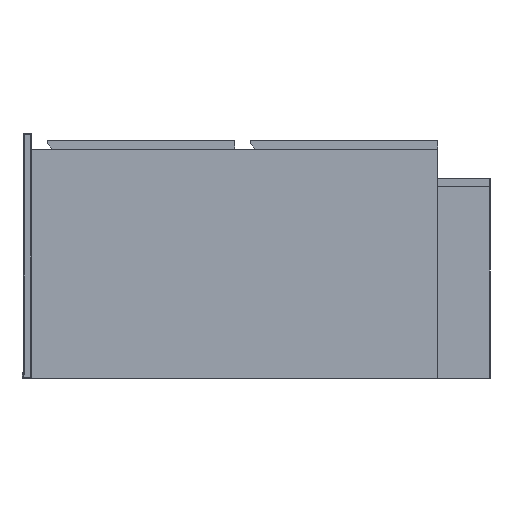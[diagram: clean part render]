
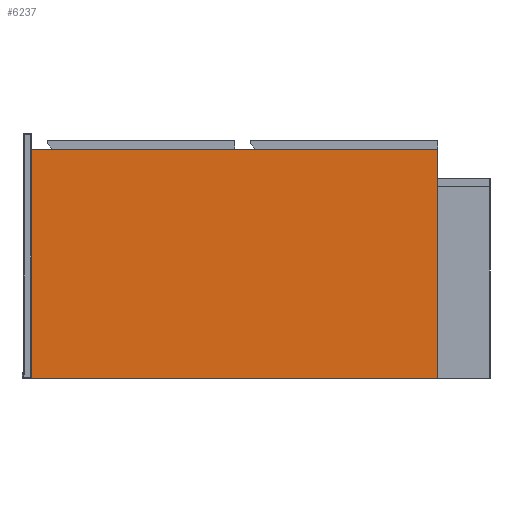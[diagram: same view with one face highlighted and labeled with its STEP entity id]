
A CAD part, left-side view. The second image highlights one B-rep face of the part: STEP entity #6237.
In plain terms, the highlighted planar face has unit normal (-1, 0, 0).
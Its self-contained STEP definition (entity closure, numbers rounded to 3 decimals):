
#657 = CARTESIAN_POINT ( 'NONE',  ( -594., -390., 440. ) ) ;
#952 = VECTOR ( 'NONE', #2189, 1000. ) ;
#956 = VERTEX_POINT ( 'NONE', #2942 ) ;
#1071 = CARTESIAN_POINT ( 'NONE',  ( -594., -390., 440. ) ) ;
#1237 = DIRECTION ( 'NONE',  ( 1., 0., 0. ) ) ;
#2189 = DIRECTION ( 'NONE',  ( 0., -1., 0. ) ) ;
#2307 = CARTESIAN_POINT ( 'NONE',  ( -594., 390., 0. ) ) ;
#2662 = EDGE_CURVE ( 'NONE', #3069, #3553, #10368, .T. ) ;
#2942 = CARTESIAN_POINT ( 'NONE',  ( -594., 390., 440. ) ) ;
#2990 = LINE ( 'NONE', #6253, #952 ) ;
#3003 = CARTESIAN_POINT ( 'NONE',  ( -594., 390., 440. ) ) ;
#3069 = VERTEX_POINT ( 'NONE', #5563 ) ;
#3553 = VERTEX_POINT ( 'NONE', #6800 ) ;
#4571 = ORIENTED_EDGE ( 'NONE', *, *, #9076, .F. ) ;
#4638 = ORIENTED_EDGE ( 'NONE', *, *, #7611, .T. ) ;
#4677 = LINE ( 'NONE', #3003, #6054 ) ;
#5151 = VECTOR ( 'NONE', #9620, 1000. ) ;
#5248 = AXIS2_PLACEMENT_3D ( 'NONE', #7079, #1237, #6181 ) ;
#5563 = CARTESIAN_POINT ( 'NONE',  ( -594., -390., 440. ) ) ;
#6054 = VECTOR ( 'NONE', #6961, 1000. ) ;
#6181 = DIRECTION ( 'NONE',  ( 0., 0., -1. ) ) ;
#6237 = ADVANCED_FACE ( 'NONE', ( #8538 ), #7740, .F. ) ;
#6253 = CARTESIAN_POINT ( 'NONE',  ( -594., -390., 0. ) ) ;
#6499 = ORIENTED_EDGE ( 'NONE', *, *, #9353, .T. ) ;
#6800 = CARTESIAN_POINT ( 'NONE',  ( -594., -390., 0. ) ) ;
#6961 = DIRECTION ( 'NONE',  ( 0., 0., -1. ) ) ;
#7079 = CARTESIAN_POINT ( 'NONE',  ( -594., -390., 440. ) ) ;
#7521 = LINE ( 'NONE', #1071, #8298 ) ;
#7611 = EDGE_CURVE ( 'NONE', #956, #7698, #4677, .T. ) ;
#7698 = VERTEX_POINT ( 'NONE', #2307 ) ;
#7740 = PLANE ( 'NONE',  #5248 ) ;
#7933 = EDGE_LOOP ( 'NONE', ( #6499, #9598, #4571, #4638 ) ) ;
#8298 = VECTOR ( 'NONE', #10081, 1000. ) ;
#8538 = FACE_OUTER_BOUND ( 'NONE', #7933, .T. ) ;
#9076 = EDGE_CURVE ( 'NONE', #956, #3069, #7521, .T. ) ;
#9353 = EDGE_CURVE ( 'NONE', #7698, #3553, #2990, .T. ) ;
#9598 = ORIENTED_EDGE ( 'NONE', *, *, #2662, .F. ) ;
#9620 = DIRECTION ( 'NONE',  ( 0., 0., -1. ) ) ;
#10081 = DIRECTION ( 'NONE',  ( 0., -1., 0. ) ) ;
#10368 = LINE ( 'NONE', #657, #5151 ) ;
